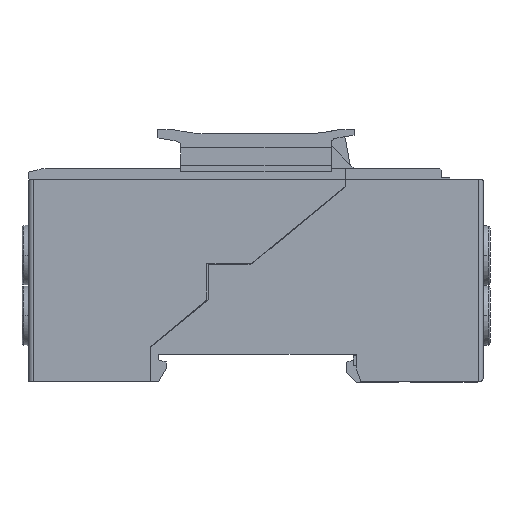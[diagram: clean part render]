
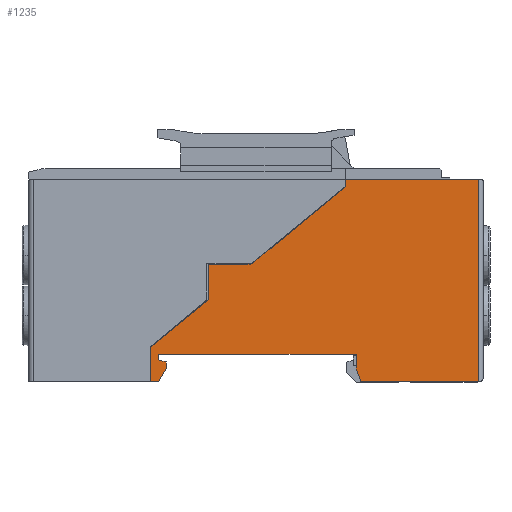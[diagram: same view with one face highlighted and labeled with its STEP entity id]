
A CAD part, left-side view. The second image highlights one B-rep face of the part: STEP entity #1235.
In plain terms, the highlighted planar face has unit normal (-1, 0, 0).
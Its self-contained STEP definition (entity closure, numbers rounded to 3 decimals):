
#1235=ADVANCED_FACE('',(#2664),#2665,.F.);
#2664=FACE_OUTER_BOUND('',#4289,.T.);
#2665=PLANE('',#4290);
#4289=EDGE_LOOP('',(#8194,#8195,#8196,#8197,#8198,#8199,#8200,#8201,#8202,#8203,#8204,#8205,#8206,#8207,#8208,#8209,#8210,#8211,#8212));
#4290=AXIS2_PLACEMENT_3D('',#8213,#8214,#8215);
#8194=ORIENTED_EDGE('',*,*,#10880,.T.);
#8195=ORIENTED_EDGE('',*,*,#10894,.T.);
#8196=ORIENTED_EDGE('',*,*,#10797,.T.);
#8197=ORIENTED_EDGE('',*,*,#10619,.T.);
#8198=ORIENTED_EDGE('',*,*,#11340,.T.);
#8199=ORIENTED_EDGE('',*,*,#11343,.T.);
#8200=ORIENTED_EDGE('',*,*,#11346,.F.);
#8201=ORIENTED_EDGE('',*,*,#11348,.T.);
#8202=ORIENTED_EDGE('',*,*,#10648,.T.);
#8203=ORIENTED_EDGE('',*,*,#11351,.T.);
#8204=ORIENTED_EDGE('',*,*,#11353,.T.);
#8205=ORIENTED_EDGE('',*,*,#10572,.T.);
#8206=ORIENTED_EDGE('',*,*,#10579,.T.);
#8207=ORIENTED_EDGE('',*,*,#10585,.T.);
#8208=ORIENTED_EDGE('',*,*,#10589,.T.);
#8209=ORIENTED_EDGE('',*,*,#10476,.T.);
#8210=ORIENTED_EDGE('',*,*,#11332,.T.);
#8211=ORIENTED_EDGE('',*,*,#11335,.T.);
#8212=ORIENTED_EDGE('',*,*,#11337,.T.);
#8213=CARTESIAN_POINT('',(0.005,28.277,15.294));
#8214=DIRECTION('',(1.0,0.0,0.0));
#8215=DIRECTION('',(0.0,0.0,-1.0));
#10476=EDGE_CURVE('',#12818,#12816,#12819,.T.);
#10572=EDGE_CURVE('',#12973,#12971,#12974,.T.);
#10579=EDGE_CURVE('',#12971,#12981,#12983,.T.);
#10585=EDGE_CURVE('',#12981,#12989,#12991,.T.);
#10589=EDGE_CURVE('',#12989,#12818,#12995,.T.);
#10619=EDGE_CURVE('',#13036,#13034,#13037,.T.);
#10648=EDGE_CURVE('',#13084,#13082,#13085,.T.);
#10797=EDGE_CURVE('',#13301,#13036,#13302,.T.);
#10880=EDGE_CURVE('',#13422,#13419,#13423,.T.);
#10894=EDGE_CURVE('',#13419,#13301,#13443,.T.);
#11332=EDGE_CURVE('',#12816,#14076,#14078,.T.);
#11335=EDGE_CURVE('',#14076,#14080,#14082,.T.);
#11337=EDGE_CURVE('',#14080,#13422,#14084,.T.);
#11340=EDGE_CURVE('',#13034,#14086,#14088,.T.);
#11343=EDGE_CURVE('',#14086,#14090,#14092,.T.);
#11346=EDGE_CURVE('',#14094,#14090,#14096,.T.);
#11348=EDGE_CURVE('',#14094,#13084,#14098,.T.);
#11351=EDGE_CURVE('',#13082,#14100,#14102,.T.);
#11353=EDGE_CURVE('',#14100,#12973,#14104,.T.);
#12816=VERTEX_POINT('',#16176);
#12818=VERTEX_POINT('',#16179);
#12819=LINE('',#16180,#16181);
#12971=VERTEX_POINT('',#16400);
#12973=VERTEX_POINT('',#16403);
#12974=LINE('',#16404,#16405);
#12981=VERTEX_POINT('',#16415);
#12983=LINE('',#16418,#16419);
#12989=VERTEX_POINT('',#16427);
#12991=LINE('',#16430,#16431);
#12995=LINE('',#16437,#16438);
#13034=VERTEX_POINT('',#16518);
#13036=VERTEX_POINT('',#16521);
#13037=LINE('',#16522,#16523);
#13082=VERTEX_POINT('',#16584);
#13084=VERTEX_POINT('',#16587);
#13085=LINE('',#16588,#16589);
#13301=VERTEX_POINT('',#16896);
#13302=LINE('',#16897,#16898);
#13419=VERTEX_POINT('',#17072);
#13422=VERTEX_POINT('',#17075);
#13423=LINE('',#17076,#17077);
#13443=LINE('',#17116,#17117);
#14076=VERTEX_POINT('',#18030);
#14078=LINE('',#18033,#18034);
#14080=VERTEX_POINT('',#18036);
#14082=LINE('',#18039,#18040);
#14084=LINE('',#18042,#18043);
#14086=VERTEX_POINT('',#18045);
#14088=CIRCLE('',#18048,0.8);
#14090=VERTEX_POINT('',#18050);
#14092=LINE('',#18053,#18054);
#14094=VERTEX_POINT('',#18056);
#14096=CIRCLE('',#18059,0.2);
#14098=LINE('',#18061,#18062);
#14100=VERTEX_POINT('',#18064);
#14102=LINE('',#18067,#18068);
#14104=LINE('',#18070,#18071);
#16176=CARTESIAN_POINT('',(0.005,23.998,5.11));
#16179=CARTESIAN_POINT('',(0.005,59.498,5.11));
#16180=CARTESIAN_POINT('',(0.005,59.498,5.11));
#16181=VECTOR('',#19992,1.0);
#16400=CARTESIAN_POINT('',(0.005,58.098,2.46));
#16403=CARTESIAN_POINT('',(0.005,59.498,0.11));
#16404=CARTESIAN_POINT('',(0.005,59.498,0.11));
#16405=VECTOR('',#20091,1.0);
#16415=CARTESIAN_POINT('',(0.005,58.098,3.685));
#16418=CARTESIAN_POINT('',(0.005,58.098,2.46));
#16419=VECTOR('',#20096,1.0);
#16427=CARTESIAN_POINT('',(0.005,59.498,4.06));
#16430=CARTESIAN_POINT('',(0.005,58.098,3.685));
#16431=VECTOR('',#20100,1.0);
#16437=CARTESIAN_POINT('',(0.005,59.498,4.06));
#16438=VECTOR('',#20103,1.0);
#16518=CARTESIAN_POINT('',(0.005,42.556,21.442));
#16521=CARTESIAN_POINT('',(0.005,25.898,35.11));
#16522=CARTESIAN_POINT('',(0.005,25.898,35.11));
#16523=VECTOR('',#20131,1.0);
#16584=CARTESIAN_POINT('',(0.005,60.998,6.31));
#16587=CARTESIAN_POINT('',(0.005,50.577,14.86));
#16588=CARTESIAN_POINT('',(0.005,50.577,14.86));
#16589=VECTOR('',#20170,1.0);
#16896=CARTESIAN_POINT('',(0.005,25.898,36.41));
#16897=CARTESIAN_POINT('',(0.005,25.898,36.41));
#16898=VECTOR('',#20304,1.0);
#17072=CARTESIAN_POINT('',(0.005,1.998,36.41));
#17075=CARTESIAN_POINT('',(0.005,1.998,0.11));
#17076=CARTESIAN_POINT('',(0.005,1.998,7.702));
#17077=VECTOR('',#20368,1.0);
#17116=CARTESIAN_POINT('',(0.005,1.548,36.41));
#17117=VECTOR('',#20383,1.0);
#18030=CARTESIAN_POINT('',(0.005,23.998,2.61));
#18033=CARTESIAN_POINT('',(0.005,23.998,5.11));
#18034=VECTOR('',#20752,1.0);
#18036=CARTESIAN_POINT('',(0.005,23.198,0.11));
#18039=CARTESIAN_POINT('',(0.005,23.998,2.61));
#18040=VECTOR('',#20754,1.0);
#18042=CARTESIAN_POINT('',(0.005,23.198,0.11));
#18043=VECTOR('',#20755,1.0);
#18045=CARTESIAN_POINT('',(0.005,43.064,21.26));
#18048=AXIS2_PLACEMENT_3D('',#20757,#20758,#20759);
#18050=CARTESIAN_POINT('',(0.005,50.377,21.26));
#18053=CARTESIAN_POINT('',(0.005,43.064,21.26));
#18054=VECTOR('',#20761,1.0);
#18056=CARTESIAN_POINT('',(0.005,50.577,21.06));
#18059=AXIS2_PLACEMENT_3D('',#20763,#20764,#20765);
#18061=CARTESIAN_POINT('',(0.005,50.577,21.06));
#18062=VECTOR('',#20766,1.0);
#18064=CARTESIAN_POINT('',(0.005,60.998,0.11));
#18067=CARTESIAN_POINT('',(0.005,60.998,6.31));
#18068=VECTOR('',#20768,1.0);
#18070=CARTESIAN_POINT('',(0.005,60.998,0.11));
#18071=VECTOR('',#20769,1.0);
#19992=DIRECTION('',(0.0,-1.0,0.0));
#20091=DIRECTION('',(0.0,-0.512,0.859));
#20096=DIRECTION('',(0.0,0.0,1.0));
#20100=DIRECTION('',(0.0,0.966,0.259));
#20103=DIRECTION('',(0.0,0.0,1.0));
#20131=DIRECTION('',(0.0,0.773,-0.634));
#20170=DIRECTION('',(0.0,0.773,-0.634));
#20304=DIRECTION('',(0.0,0.0,-1.0));
#20368=DIRECTION('',(0.0,0.0,1.0));
#20383=DIRECTION('',(0.0,1.0,0.0));
#20752=DIRECTION('',(0.0,0.0,-1.0));
#20754=DIRECTION('',(0.0,-0.305,-0.952));
#20755=DIRECTION('',(0.0,-1.0,0.0));
#20757=CARTESIAN_POINT('',(0.005,43.064,22.06));
#20758=DIRECTION('',(1.0,0.0,0.0));
#20759=DIRECTION('',(0.0,-0.634,-0.773));
#20761=DIRECTION('',(0.0,1.0,0.0));
#20763=CARTESIAN_POINT('',(0.005,50.377,21.06));
#20764=DIRECTION('',(1.0,0.0,-0.0));
#20765=DIRECTION('',(0.0,1.0,0.));
#20766=DIRECTION('',(0.0,0.0,-1.0));
#20768=DIRECTION('',(0.0,0.0,-1.0));
#20769=DIRECTION('',(0.0,-1.0,0.0));
